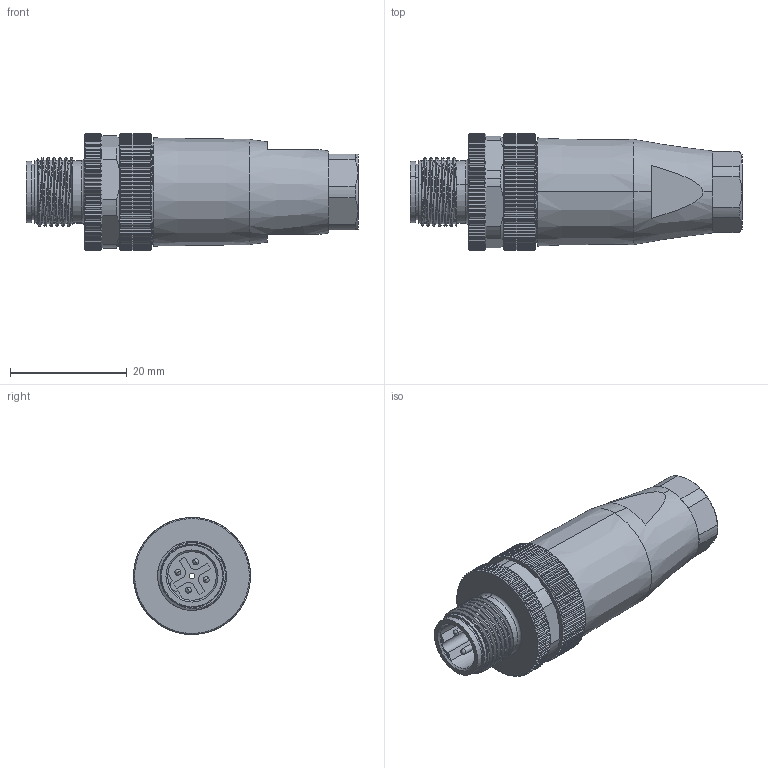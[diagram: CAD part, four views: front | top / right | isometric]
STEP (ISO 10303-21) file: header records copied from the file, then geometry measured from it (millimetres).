
FILE_DESCRIPTION (( 'STEP AP203' ), '1' );
FILE_NAME ('55-00442_revA.STEP', '2024-07-16T00:53:21', ( '' ), ( '' ), 'SwSTEP 2.0', 'SolidWorks 2021', '' );
FILE_SCHEMA (( 'CONFIG_CONTROL_DESIGN' ));
Length unit declared in the file: millimetre
Products named in the file (10): 55-00442-01___; 55-00442-03___; 55-00442-07___; 55-00442-05___; 55-00442-09___; 55-00442-02; 55-00442-10___; 55-00442-04___; 55-00442_revA; 55-00442-06___
Assembly tree (12 placements, depth 2):
  55-00442_revA
    55-00442-01___
    55-00442-02
    55-00442-03___
    55-00442-04___
    55-00442-06___
    55-00442-07___  x4
    55-00442-05___
    55-00442-09___
    55-00442-10___
Bounding box: 56.8 x 20 x 20 mm (x, y, z)
Volume: 8486.4 mm3; surface area: 13253.8 mm2
Topology: 12 solids, 12 shells, 1449 faces, 3431 edges, 2024 vertices
Faces by surface type: plane 530, cylinder 448, cone 442, bspline 13, torus 8, sphere 8
Entity records: 46565 total; most frequent: CARTESIAN_POINT 15063, ORIENTED_EDGE 6574, DIRECTION 6173, EDGE_CURVE 3287, AXIS2_PLACEMENT_3D 2547, VERTEX_POINT 1938, EDGE_LOOP 1457, FACE_OUTER_BOUND 1395
